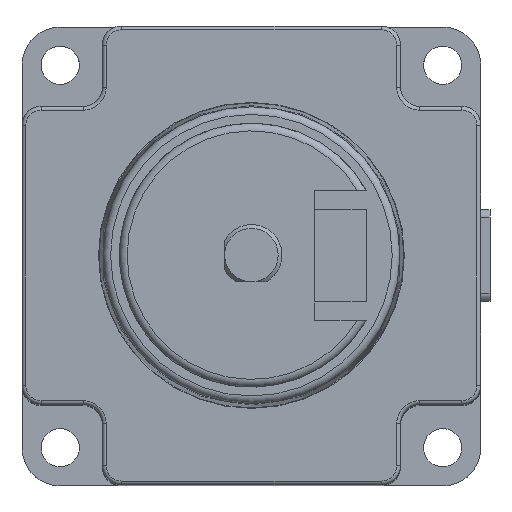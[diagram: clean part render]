
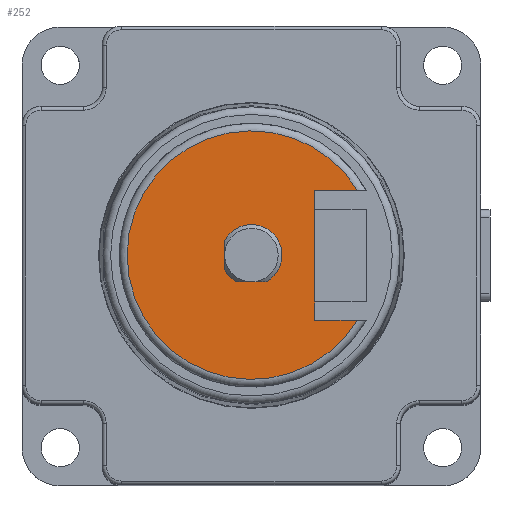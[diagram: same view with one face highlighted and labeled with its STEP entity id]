
A CAD part, top view. The second image highlights one B-rep face of the part: STEP entity #252.
In plain terms, the highlighted planar face has unit normal (0, 0, 1).
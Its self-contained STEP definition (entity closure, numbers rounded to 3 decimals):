
#252 = ADVANCED_FACE( '', ( #653, #654 ), #655, .F. );
#653 = FACE_BOUND( '', #1227, .T. );
#654 = FACE_OUTER_BOUND( '', #1228, .T. );
#655 = PLANE( '', #1229 );
#1227 = EDGE_LOOP( '', ( #1929, #1930, #1931, #1932 ) );
#1228 = EDGE_LOOP( '', ( #1933, #1934, #1935, #1936 ) );
#1229 = AXIS2_PLACEMENT_3D( '', #1937, #1938, #1939 );
#1929 = ORIENTED_EDGE( '', *, *, #3389, .F. );
#1930 = ORIENTED_EDGE( '', *, *, #3390, .F. );
#1931 = ORIENTED_EDGE( '', *, *, #3391, .F. );
#1932 = ORIENTED_EDGE( '', *, *, #3392, .F. );
#1933 = ORIENTED_EDGE( '', *, *, #3270, .T. );
#1934 = ORIENTED_EDGE( '', *, *, #3296, .T. );
#1935 = ORIENTED_EDGE( '', *, *, #3393, .T. );
#1936 = ORIENTED_EDGE( '', *, *, #3394, .T. );
#1937 = CARTESIAN_POINT( '', ( 0., 0., 109.6 ) );
#1938 = DIRECTION( '', ( 0., 0., -1. ) );
#1939 = DIRECTION( '', ( -1., 0., 0. ) );
#3270 = EDGE_CURVE( '', #3879, #3877, #3880, .T. );
#3296 = EDGE_CURVE( '', #3877, #3924, #3926, .T. );
#3389 = EDGE_CURVE( '', #4082, #4083, #4084, .T. );
#3390 = EDGE_CURVE( '', #4085, #4082, #4086, .F. );
#3391 = EDGE_CURVE( '', #4087, #4085, #4088, .T. );
#3392 = EDGE_CURVE( '', #4083, #4087, #4089, .F. );
#3393 = EDGE_CURVE( '', #3924, #4090, #4091, .T. );
#3394 = EDGE_CURVE( '', #4090, #3879, #4092, .F. );
#3877 = VERTEX_POINT( '', #4758 );
#3879 = VERTEX_POINT( '', #4761 );
#3880 = LINE( '', #4762, #4763 );
#3924 = VERTEX_POINT( '', #4834 );
#3926 = LINE( '', #4837, #4838 );
#4082 = VERTEX_POINT( '', #5032 );
#4083 = VERTEX_POINT( '', #5033 );
#4084 = LINE( '', #5034, #5035 );
#4085 = VERTEX_POINT( '', #5036 );
#4086 = CIRCLE( '', #5037, 4. );
#4087 = VERTEX_POINT( '', #5038 );
#4088 = LINE( '', #5039, #5040 );
#4089 = CIRCLE( '', #5041, 4. );
#4090 = VERTEX_POINT( '', #5042 );
#4091 = LINE( '', #5043, #5044 );
#4092 = CIRCLE( '', #5045, 16.25 );
#4758 = CARTESIAN_POINT( '', ( 8.25, -8.5, 109.6 ) );
#4761 = CARTESIAN_POINT( '', ( 13.85, -8.5, 109.6 ) );
#4762 = CARTESIAN_POINT( '', ( 23.811, -8.5, 109.6 ) );
#4763 = VECTOR( '', #5927, 1000. );
#4834 = CARTESIAN_POINT( '', ( 8.25, 8.5, 109.6 ) );
#4837 = CARTESIAN_POINT( '', ( 8.25, -8.5, 109.6 ) );
#4838 = VECTOR( '', #5950, 1000. );
#5032 = CARTESIAN_POINT( '', ( -3.5, 1.936, 109.6 ) );
#5033 = CARTESIAN_POINT( '', ( -3.5, -1.936, 109.6 ) );
#5034 = CARTESIAN_POINT( '', ( -3.5, 7.781, 109.6 ) );
#5035 = VECTOR( '', #6091, 1000. );
#5036 = CARTESIAN_POINT( '', ( 1.936, -3.5, 109.6 ) );
#5037 = AXIS2_PLACEMENT_3D( '', #6092, #6093, #6094 );
#5038 = CARTESIAN_POINT( '', ( -1.936, -3.5, 109.6 ) );
#5039 = CARTESIAN_POINT( '', ( -5.392, -3.5, 109.6 ) );
#5040 = VECTOR( '', #6095, 1000. );
#5041 = AXIS2_PLACEMENT_3D( '', #6096, #6097, #6098 );
#5042 = CARTESIAN_POINT( '', ( 13.85, 8.5, 109.6 ) );
#5043 = CARTESIAN_POINT( '', ( 8.25, 8.5, 109.6 ) );
#5044 = VECTOR( '', #6099, 1000. );
#5045 = AXIS2_PLACEMENT_3D( '', #6100, #6101, #6102 );
#5927 = DIRECTION( '', ( -1., 0., 0. ) );
#5950 = DIRECTION( '', ( 0., 1., 0. ) );
#6091 = DIRECTION( '', ( 0., -1., 0. ) );
#6092 = CARTESIAN_POINT( '', ( 0., 0., 109.6 ) );
#6093 = DIRECTION( '', ( 0., 0., -1. ) );
#6094 = DIRECTION( '', ( -1., 0., 0. ) );
#6095 = DIRECTION( '', ( 1., 0., 0. ) );
#6096 = CARTESIAN_POINT( '', ( 0., 0., 109.6 ) );
#6097 = DIRECTION( '', ( 0., 0., -1. ) );
#6098 = DIRECTION( '', ( -1., 0., 0. ) );
#6099 = DIRECTION( '', ( 1., 0., 0. ) );
#6100 = CARTESIAN_POINT( '', ( 0., 0., 109.6 ) );
#6101 = DIRECTION( '', ( 0., 0., -1. ) );
#6102 = DIRECTION( '', ( -1., 0., 0. ) );
